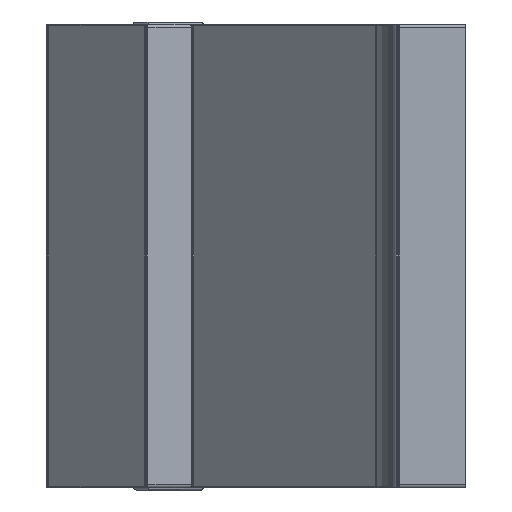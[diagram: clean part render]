
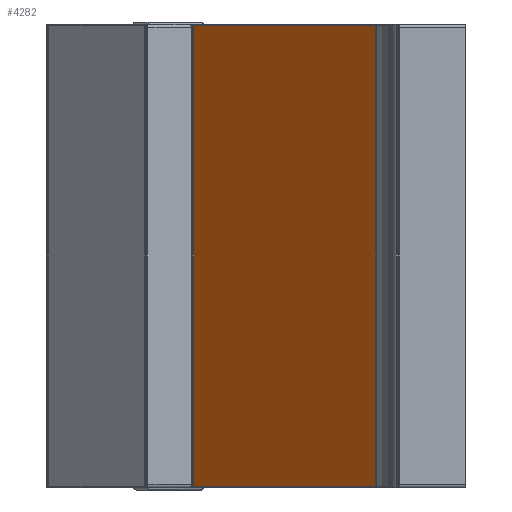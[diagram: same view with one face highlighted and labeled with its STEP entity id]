
A CAD part, left-side view. The second image highlights one B-rep face of the part: STEP entity #4282.
In plain terms, the highlighted planar face has unit normal (-0.713, 0.701, 0).
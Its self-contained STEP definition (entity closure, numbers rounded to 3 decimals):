
#120 = VERTEX_POINT ( 'NONE', #1847 ) ;
#134 = CARTESIAN_POINT ( 'NONE',  ( 719.504, 528.179, 665. ) ) ;
#413 = DIRECTION ( 'NONE',  ( 0., 0., -1. ) ) ;
#483 = EDGE_CURVE ( 'NONE', #3043, #120, #1122, .T. ) ;
#840 = LINE ( 'NONE', #1251, #1312 ) ;
#1122 = LINE ( 'NONE', #134, #1939 ) ;
#1152 = PLANE ( 'NONE',  #2804 ) ;
#1251 = CARTESIAN_POINT ( 'NONE',  ( 328.157, 129.912, 665. ) ) ;
#1312 = VECTOR ( 'NONE', #3336, 1000. ) ;
#1608 = CARTESIAN_POINT ( 'NONE',  ( 719.504, 528.179, 664. ) ) ;
#1847 = CARTESIAN_POINT ( 'NONE',  ( 719.504, 528.179, 1. ) ) ;
#1911 = CARTESIAN_POINT ( 'NONE',  ( 720.205, 528.893, 1. ) ) ;
#1939 = VECTOR ( 'NONE', #413, 1000. ) ;
#1989 = EDGE_CURVE ( 'NONE', #3781, #2725, #840, .T. ) ;
#2045 = LINE ( 'NONE', #3378, #4417 ) ;
#2239 = FACE_OUTER_BOUND ( 'NONE', #2526, .T. ) ;
#2481 = ORIENTED_EDGE ( 'NONE', *, *, #483, .T. ) ;
#2492 = DIRECTION ( 'NONE',  ( 0.701, 0.713, 0. ) ) ;
#2526 = EDGE_LOOP ( 'NONE', ( #2481, #4050, #3026, #4030 ) ) ;
#2556 = EDGE_CURVE ( 'NONE', #2725, #3043, #2045, .T. ) ;
#2607 = DIRECTION ( 'NONE',  ( -0.701, -0.713, 0. ) ) ;
#2725 = VERTEX_POINT ( 'NONE', #4318 ) ;
#2756 = DIRECTION ( 'NONE',  ( 0.701, 0.713, 0. ) ) ;
#2804 = AXIS2_PLACEMENT_3D ( 'NONE', #3617, #4265, #2492 ) ;
#3026 = ORIENTED_EDGE ( 'NONE', *, *, #1989, .T. ) ;
#3043 = VERTEX_POINT ( 'NONE', #1608 ) ;
#3336 = DIRECTION ( 'NONE',  ( 0., 0., 1. ) ) ;
#3378 = CARTESIAN_POINT ( 'NONE',  ( 720.205, 528.893, 664. ) ) ;
#3551 = CARTESIAN_POINT ( 'NONE',  ( 328.157, 129.912, 1. ) ) ;
#3617 = CARTESIAN_POINT ( 'NONE',  ( 720.205, 528.893, 665. ) ) ;
#3658 = LINE ( 'NONE', #1911, #3820 ) ;
#3781 = VERTEX_POINT ( 'NONE', #3551 ) ;
#3820 = VECTOR ( 'NONE', #2607, 1000. ) ;
#4030 = ORIENTED_EDGE ( 'NONE', *, *, #2556, .T. ) ;
#4050 = ORIENTED_EDGE ( 'NONE', *, *, #4463, .T. ) ;
#4265 = DIRECTION ( 'NONE',  ( 0.713, -0.701, 0. ) ) ;
#4282 = ADVANCED_FACE ( 'NONE', ( #2239 ), #1152, .F. ) ;
#4318 = CARTESIAN_POINT ( 'NONE',  ( 328.157, 129.912, 664. ) ) ;
#4417 = VECTOR ( 'NONE', #2756, 1000. ) ;
#4463 = EDGE_CURVE ( 'NONE', #120, #3781, #3658, .T. ) ;
